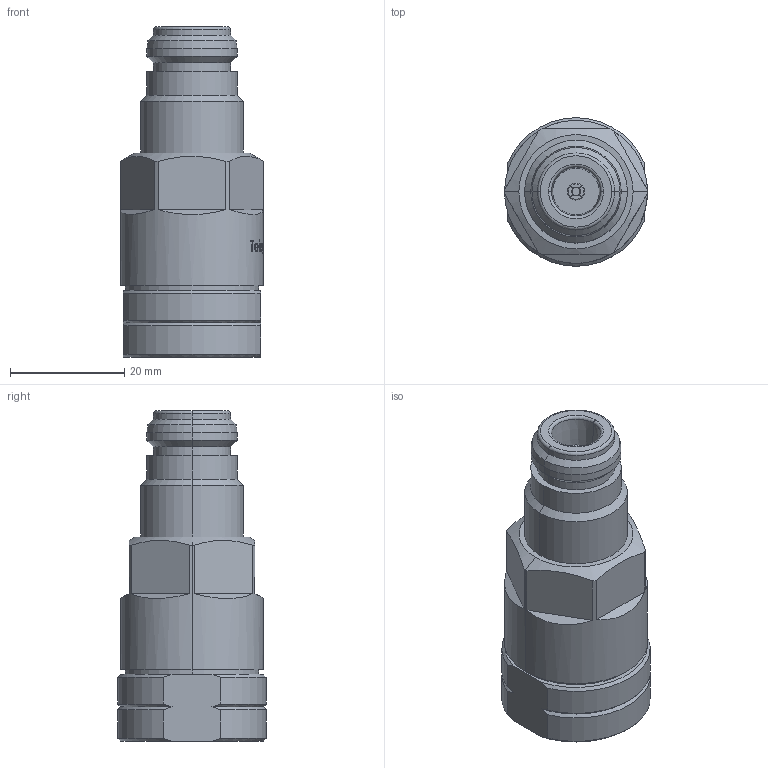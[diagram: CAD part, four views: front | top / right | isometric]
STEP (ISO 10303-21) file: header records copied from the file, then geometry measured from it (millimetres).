
FILE_DESCRIPTION (( 'STEP AP214' ), '1' );
FILE_NAME ('J01021C0163.STEP', '2019-07-08T09:42:01', ( '' ), ( '' ), 'SwSTEP 2.0', 'SolidWorks 2018', '' );
FILE_SCHEMA (( 'AUTOMOTIVE_DESIGN' ));
Length unit declared in the file: millimetre
Products named in the file (1): J01021C0163
Bounding box: 25 x 26 x 57.85 mm (x, y, z)
Volume: 20804.6 mm3; surface area: 6235.8 mm2
Topology: 2 solids, 3 shells, 294 faces, 759 edges, 494 vertices
Faces by surface type: plane 97, bspline 89, cylinder 64, cone 38, torus 6
Entity records: 20205 total; most frequent: CARTESIAN_POINT 10559, ORIENTED_EDGE 1518, DIRECTION 1030, EDGE_CURVE 759, VERTEX_POINT 494, AXIS2_PLACEMENT_3D 398, EDGE_LOOP 321, B_SPLINE_CURVE_WITH_KNOTS 309
